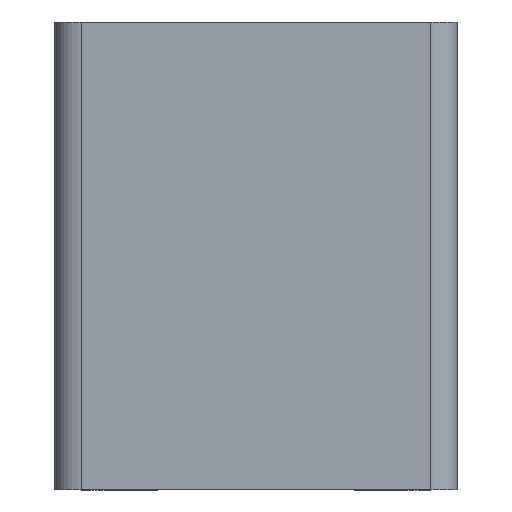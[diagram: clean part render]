
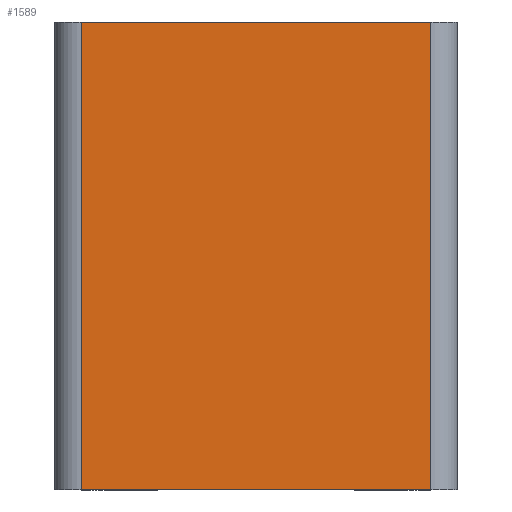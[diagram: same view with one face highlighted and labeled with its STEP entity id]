
A CAD part, left-side view. The second image highlights one B-rep face of the part: STEP entity #1589.
In plain terms, the highlighted planar face has unit normal (-1, 0, 0).
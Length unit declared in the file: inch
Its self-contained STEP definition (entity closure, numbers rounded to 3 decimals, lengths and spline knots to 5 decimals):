
#17 = FACE_OUTER_BOUND ( 'NONE', #946, .T. ) ;
#22 = DIRECTION ( 'NONE',  ( 0., 0., 1. ) ) ;
#53 = CARTESIAN_POINT ( 'NONE',  ( -0.71, -0.325, 0.87 ) ) ;
#69 = VECTOR ( 'NONE', #602, 39.37008 ) ;
#84 = CARTESIAN_POINT ( 'NONE',  ( -0.71, 0.325, 0.87 ) ) ;
#128 = DIRECTION ( 'NONE',  ( 0., -1., 0. ) ) ;
#148 = VERTEX_POINT ( 'NONE', #655 ) ;
#201 = CARTESIAN_POINT ( 'NONE',  ( -0.71, -0.325, 0.87 ) ) ;
#250 = VECTOR ( 'NONE', #128, 39.37008 ) ;
#328 = DIRECTION ( 'NONE',  ( 0., -1., 0. ) ) ;
#347 = ORIENTED_EDGE ( 'NONE', *, *, #1134, .T. ) ;
#378 = AXIS2_PLACEMENT_3D ( 'NONE', #1136, #1255, #1377 ) ;
#444 = CARTESIAN_POINT ( 'NONE',  ( -0.71, -0.325, 0. ) ) ;
#478 = VERTEX_POINT ( 'NONE', #444 ) ;
#490 = ORIENTED_EDGE ( 'NONE', *, *, #789, .F. ) ;
#532 = LINE ( 'NONE', #1432, #696 ) ;
#545 = LINE ( 'NONE', #1146, #250 ) ;
#602 = DIRECTION ( 'NONE',  ( 0., 0., -1. ) ) ;
#655 = CARTESIAN_POINT ( 'NONE',  ( -0.71, 0.325, 0.87 ) ) ;
#696 = VECTOR ( 'NONE', #328, 39.37008 ) ;
#778 = EDGE_CURVE ( 'NONE', #478, #781, #1296, .T. ) ;
#781 = VERTEX_POINT ( 'NONE', #53 ) ;
#789 = EDGE_CURVE ( 'NONE', #148, #781, #532, .T. ) ;
#901 = ORIENTED_EDGE ( 'NONE', *, *, #778, .T. ) ;
#914 = EDGE_CURVE ( 'NONE', #148, #1238, #1293, .T. ) ;
#946 = EDGE_LOOP ( 'NONE', ( #347, #901, #490, #1142 ) ) ;
#1134 = EDGE_CURVE ( 'NONE', #1238, #478, #545, .T. ) ;
#1136 = CARTESIAN_POINT ( 'NONE',  ( -0.71, -0.375, 0.87 ) ) ;
#1141 = PLANE ( 'NONE',  #378 ) ;
#1142 = ORIENTED_EDGE ( 'NONE', *, *, #914, .T. ) ;
#1146 = CARTESIAN_POINT ( 'NONE',  ( -0.71, -0.375, 0. ) ) ;
#1238 = VERTEX_POINT ( 'NONE', #1280 ) ;
#1255 = DIRECTION ( 'NONE',  ( 1., 0., 0. ) ) ;
#1280 = CARTESIAN_POINT ( 'NONE',  ( -0.71, 0.325, 0. ) ) ;
#1293 = LINE ( 'NONE', #84, #69 ) ;
#1296 = LINE ( 'NONE', #201, #1312 ) ;
#1312 = VECTOR ( 'NONE', #22, 39.37008 ) ;
#1377 = DIRECTION ( 'NONE',  ( 0., 0., -1. ) ) ;
#1432 = CARTESIAN_POINT ( 'NONE',  ( -0.71, -0.375, 0.87 ) ) ;
#1589 = ADVANCED_FACE ( 'NONE', ( #17 ), #1141, .F. ) ;
